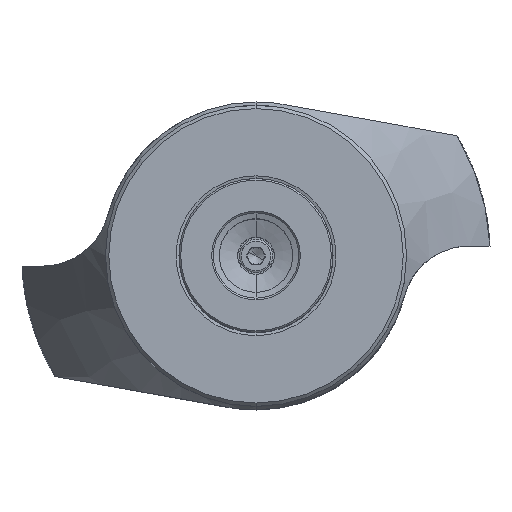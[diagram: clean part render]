
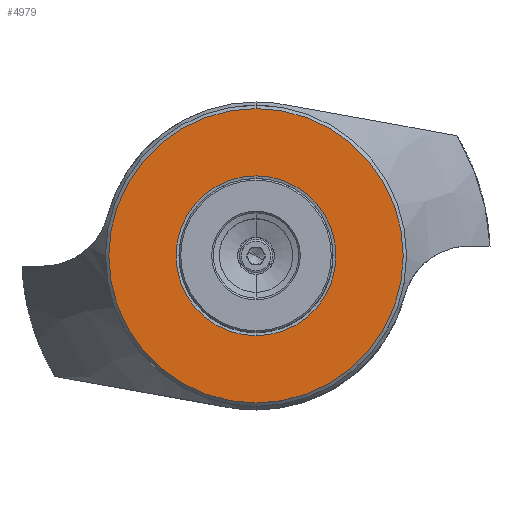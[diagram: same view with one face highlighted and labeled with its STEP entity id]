
A CAD part, top view. The second image highlights one B-rep face of the part: STEP entity #4979.
In plain terms, the highlighted planar face has unit normal (0, 0, 1).
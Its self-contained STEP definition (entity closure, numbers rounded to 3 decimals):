
#4297=EDGE_CURVE('NONE',#4425,#9719,#12352,.T.);
#4425=VERTEX_POINT('NONE',#12493);
#4979=ADVANCED_FACE('NONE',(#13110,#13111),#13112,.T.);
#5721=VERTEX_POINT('NONE',#13936);
#7623=EDGE_CURVE('NONE',#5721,#9591,#16037,.F.);
#9591=VERTEX_POINT('NONE',#18202);
#9625=EDGE_CURVE('NONE',#9719,#4425,#18238,.T.);
#9719=VERTEX_POINT('NONE',#18341);
#11301=EDGE_CURVE('NONE',#9591,#5721,#20068,.T.);
#12352=CIRCLE('',#21613,44.0);
#12493=CARTESIAN_POINT('',(0.,44.0,0.));
#13110=FACE_OUTER_BOUND('',#24284,.T.);
#13111=FACE_BOUND('',#24285,.T.);
#13112=PLANE('',#24286);
#13936=CARTESIAN_POINT('',(0.,-23.899,0.));
#16037=CIRCLE('',#33221,23.899);
#18202=CARTESIAN_POINT('',(0.,23.899,0.));
#18238=CIRCLE('',#39382,44.0);
#18341=CARTESIAN_POINT('',(0.,-44.0,0.0));
#20068=CIRCLE('',#43969,23.899);
#21613=AXIS2_PLACEMENT_3D('',#47417,#47418,#47419);
#24284=EDGE_LOOP('',(#48237,#48238));
#24285=EDGE_LOOP('',(#48239,#48240));
#24286=AXIS2_PLACEMENT_3D('',#48241,#48242,#48243);
#33221=AXIS2_PLACEMENT_3D('',#51428,#51429,#51430);
#39382=AXIS2_PLACEMENT_3D('',#53590,#53591,#53592);
#43969=AXIS2_PLACEMENT_3D('',#55378,#55379,#55380);
#47417=CARTESIAN_POINT('',(0.,0.,0.));
#47418=DIRECTION('',(0.,0.,-1.0));
#47419=DIRECTION('',(0.,-1.0,0.));
#48237=ORIENTED_EDGE('',*,*,#9625,.F.);
#48238=ORIENTED_EDGE('',*,*,#4297,.F.);
#48239=ORIENTED_EDGE('',*,*,#11301,.T.);
#48240=ORIENTED_EDGE('',*,*,#7623,.T.);
#48241=CARTESIAN_POINT('',(-44.0,0.,0.));
#48242=DIRECTION('',(0.,0.,1.0));
#48243=DIRECTION('',(0.0,-1.0,0.));
#51428=CARTESIAN_POINT('',(0.,0.,0.));
#51429=DIRECTION('',(0.,0.,1.0));
#51430=DIRECTION('',(0.,1.0,0.));
#53590=CARTESIAN_POINT('',(0.,0.,0.));
#53591=DIRECTION('',(0.,0.,-1.0));
#53592=DIRECTION('',(0.,-1.0,0.));
#55378=CARTESIAN_POINT('',(0.,0.,0.));
#55379=DIRECTION('',(0.,0.,-1.0));
#55380=DIRECTION('',(0.,1.0,0.));
